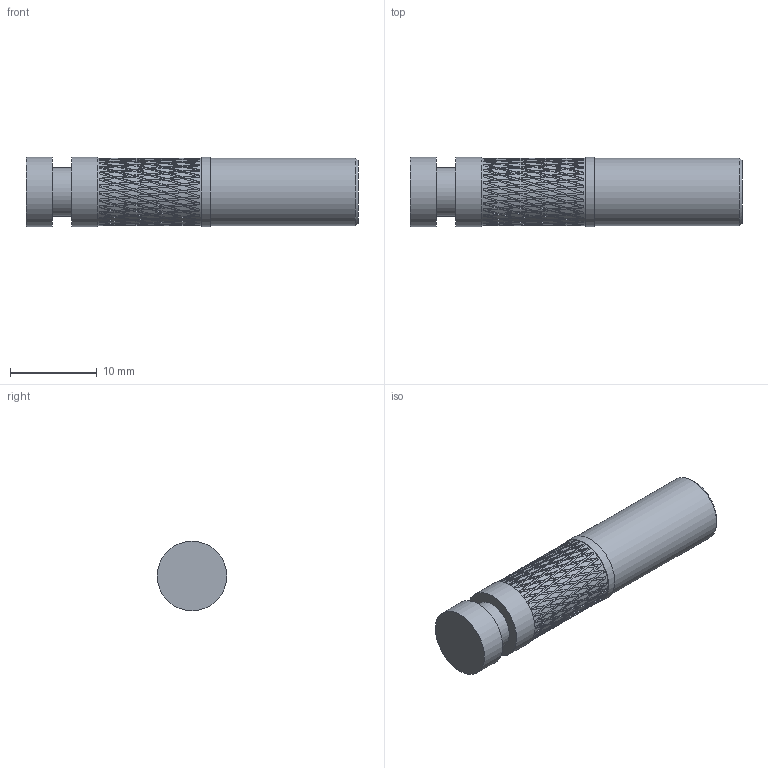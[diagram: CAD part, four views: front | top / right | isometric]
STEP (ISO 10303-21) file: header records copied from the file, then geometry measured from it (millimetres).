
FILE_DESCRIPTION (( 'STEP AP214' ), '1' );
FILE_NAME ('1133-Z2P-B.STEP', '2013-05-15T14:53:46', ( '3DAssist' ), ( '' ), 'SwSTEP 2.0', 'SolidWorks 2013', '' );
FILE_SCHEMA (( 'AUTOMOTIVE_DESIGN' ));
Length unit declared in the file: millimetre
Products named in the file (1): 1133-Z2P-B
Bounding box: 38.25 x 8 x 8 mm (x, y, z)
Volume: 1777.4 mm3; surface area: 1174.9 mm2
Topology: 1 solids, 1 shells, 1155 faces, 3383 edges, 2235 vertices
Faces by surface type: bspline 750, cylinder 337, plane 67, cone 1
Full cylindrical faces by diameter (mm): 5.6 x1, 7.8 x3, 8 x3
Entity records: 63474 total; most frequent: CARTESIAN_POINT 41154, ORIENTED_EDGE 6746, EDGE_CURVE 3373, B_SPLINE_CURVE_WITH_KNOTS 3239, VERTEX_POINT 2233, EDGE_LOOP 1168, FACE_OUTER_BOUND 1162, ADVANCED_FACE 1155
